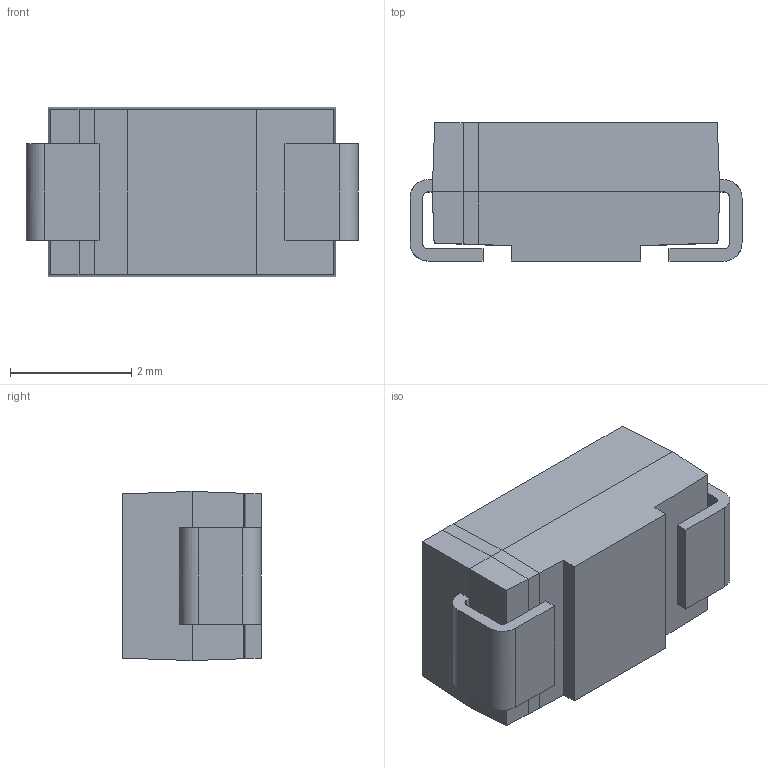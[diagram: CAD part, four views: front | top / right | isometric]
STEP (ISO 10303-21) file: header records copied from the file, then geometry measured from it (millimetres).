
FILE_DESCRIPTION(/* description */ (''),/* implementation_level */ '2;1');
FILE_NAME(/* name */ '55',/* time_stamp */ '2016-12-03T09:29:02+08:00',/* author */ (''),/* organization */ (''),/* preprocessor_version */ 'ST-DEVELOPER v15',/* originating_system */ '',/* authorisation */ '');
FILE_SCHEMA (('AUTOMOTIVE_DESIGN'));
Length unit declared in the file: inch
Products named in the file (1): Document
Bounding box: 5.49 x 2.29 x 2.79 mm (x, y, z)
Volume: 29.2 mm3; surface area: 75.5 mm2
Topology: 1 solids, 1 shells, 142 faces, 367 edges, 238 vertices
Faces by surface type: plane 97, bspline 45
Entity records: 6229 total; most frequent: CARTESIAN_POINT 3727, ORIENTED_EDGE 734, EDGE_CURVE 367, B_SPLINE_CURVE_WITH_KNOTS 351, VERTEX_POINT 238, EDGE_LOOP 153, ADVANCED_FACE 142, FACE_OUTER_BOUND 142
